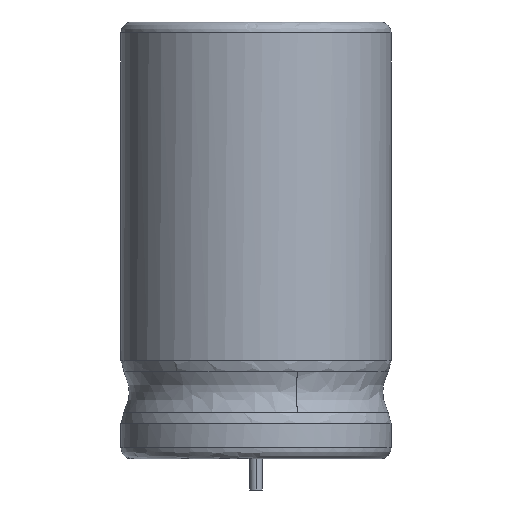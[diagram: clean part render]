
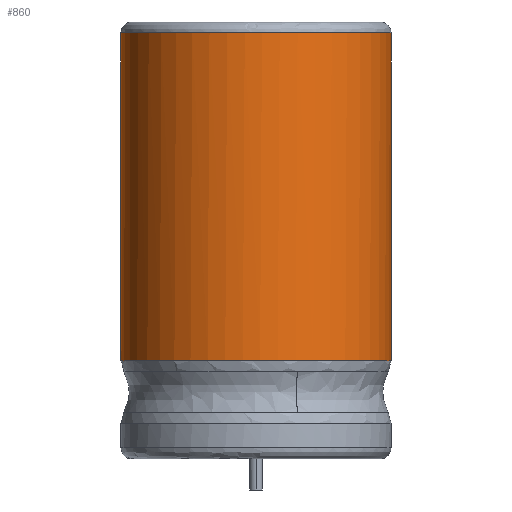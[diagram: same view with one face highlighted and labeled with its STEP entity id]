
A CAD part, left-side view. The second image highlights one B-rep face of the part: STEP entity #860.
In plain terms, the highlighted free-form (B-spline) face has degree [2, 1] with [9, 2] control points.
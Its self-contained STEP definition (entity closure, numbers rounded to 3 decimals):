
#860=ADVANCED_FACE('',(#929),#2355,.T.);
#929=FACE_OUTER_BOUND('',#998,.T.);
#998=EDGE_LOOP('',(#1080,#1081,#1082,#1083));
#1080=ORIENTED_EDGE('',*,*,#1402,.T.);
#1081=ORIENTED_EDGE('',*,*,#1403,.T.);
#1082=ORIENTED_EDGE('',*,*,#1404,.T.);
#1083=ORIENTED_EDGE('',*,*,#1405,.T.);
#1402=EDGE_CURVE('',#2046,#2047,#1871,.T.);
#1403=EDGE_CURVE('',#2047,#2048,#1712,.T.);
#1404=EDGE_CURVE('',#2048,#2049,#1872,.T.);
#1405=EDGE_CURVE('',#2049,#2046,#1713,.T.);
#1712=B_SPLINE_CURVE_WITH_KNOTS('',1,(#2970,#2971),.UNSPECIFIED.,.F.,.F.,
(2,2),(0.,15.765),.UNSPECIFIED.);
#1713=B_SPLINE_CURVE_WITH_KNOTS('',1,(#2981,#2982),.UNSPECIFIED.,.F.,.F.,
(2,2),(0.,15.765),.UNSPECIFIED.);
#1871=(
BOUNDED_CURVE()
B_SPLINE_CURVE(2,(#2961,#2962,#2963,#2964,#2965,#2966,#2967,#2968,#2969),
 .UNSPECIFIED.,.F.,.F.)
B_SPLINE_CURVE_WITH_KNOTS((3,2,2,2,3),(0.,9.076,18.151,
27.227,36.303),.UNSPECIFIED.)
CURVE()
GEOMETRIC_REPRESENTATION_ITEM()
RATIONAL_B_SPLINE_CURVE((1.,0.766,1.,0.766,1.,0.766,
1.,0.766,1.))
REPRESENTATION_ITEM('')
);
#1872=(
BOUNDED_CURVE()
B_SPLINE_CURVE(2,(#2972,#2973,#2974,#2975,#2976,#2977,#2978,#2979,#2980),
 .UNSPECIFIED.,.F.,.F.)
B_SPLINE_CURVE_WITH_KNOTS((3,2,2,2,3),(0.,9.076,18.151,
27.227,36.303),.UNSPECIFIED.)
CURVE()
GEOMETRIC_REPRESENTATION_ITEM()
RATIONAL_B_SPLINE_CURVE((1.,0.766,1.,0.766,1.,0.766,
1.,0.766,1.))
REPRESENTATION_ITEM('')
);
#2046=VERTEX_POINT('',#2957);
#2047=VERTEX_POINT('',#2958);
#2048=VERTEX_POINT('',#2959);
#2049=VERTEX_POINT('',#2960);
#2355=(
BOUNDED_SURFACE()
B_SPLINE_SURFACE(2,1,((#2939,#2940),(#2941,#2942),(#2943,#2944),(#2945,
#2946),(#2947,#2948),(#2949,#2950),(#2951,#2952),(#2953,#2954),(#2955,#2956)),
 .UNSPECIFIED.,.T.,.F.,.F.)
B_SPLINE_SURFACE_WITH_KNOTS((3,2,2,2,3),(2,2),(0.,1.571,3.142,
4.712,6.283),(0.,18.919),.UNSPECIFIED.)
GEOMETRIC_REPRESENTATION_ITEM()
RATIONAL_B_SPLINE_SURFACE(((1.,1.),(0.707,0.707),
(1.,1.),(0.707,0.707),(1.,1.),(0.707,
0.707),(1.,1.),(0.707,0.707),(1.,1.)))
REPRESENTATION_ITEM('')
SURFACE()
);
#2939=CARTESIAN_POINT('',(6.5,0.,-10.346));
#2940=CARTESIAN_POINT('',(6.5,0.,8.573));
#2941=CARTESIAN_POINT('',(6.5,6.5,-10.346));
#2942=CARTESIAN_POINT('',(6.5,6.5,8.573));
#2943=CARTESIAN_POINT('',(0.,6.5,-10.346));
#2944=CARTESIAN_POINT('',(0.,6.5,8.573));
#2945=CARTESIAN_POINT('',(-6.5,6.5,-10.346));
#2946=CARTESIAN_POINT('',(-6.5,6.5,8.573));
#2947=CARTESIAN_POINT('',(-6.5,0.,-10.346));
#2948=CARTESIAN_POINT('',(-6.5,0.,8.573));
#2949=CARTESIAN_POINT('',(-6.5,-6.5,-10.346));
#2950=CARTESIAN_POINT('',(-6.5,-6.5,8.573));
#2951=CARTESIAN_POINT('',(0.,-6.5,-10.346));
#2952=CARTESIAN_POINT('',(0.,-6.5,8.573));
#2953=CARTESIAN_POINT('',(6.5,-6.5,-10.346));
#2954=CARTESIAN_POINT('',(6.5,-6.5,8.573));
#2955=CARTESIAN_POINT('',(6.5,0.,-10.346));
#2956=CARTESIAN_POINT('',(6.5,0.,8.573));
#2957=CARTESIAN_POINT('',(6.108,-2.223,6.996));
#2958=CARTESIAN_POINT('',(6.108,2.223,6.996));
#2959=CARTESIAN_POINT('',(6.108,2.223,-8.769));
#2960=CARTESIAN_POINT('',(6.108,-2.223,-8.769));
#2961=CARTESIAN_POINT('',(6.108,-2.223,6.996));
#2962=CARTESIAN_POINT('',(4.243,-7.348,6.996));
#2963=CARTESIAN_POINT('',(-1.129,-6.401,6.996));
#2964=CARTESIAN_POINT('',(-6.5,-5.454,6.996));
#2965=CARTESIAN_POINT('',(-6.5,0.,6.996));
#2966=CARTESIAN_POINT('',(-6.5,5.454,6.996));
#2967=CARTESIAN_POINT('',(-1.129,6.401,6.996));
#2968=CARTESIAN_POINT('',(4.243,7.348,6.996));
#2969=CARTESIAN_POINT('',(6.108,2.223,6.996));
#2970=CARTESIAN_POINT('',(6.108,2.223,6.996));
#2971=CARTESIAN_POINT('',(6.108,2.223,-8.769));
#2972=CARTESIAN_POINT('',(6.108,2.223,-8.769));
#2973=CARTESIAN_POINT('',(4.243,7.348,-8.769));
#2974=CARTESIAN_POINT('',(-1.129,6.401,-8.769));
#2975=CARTESIAN_POINT('',(-6.5,5.454,-8.769));
#2976=CARTESIAN_POINT('',(-6.5,0.,-8.769));
#2977=CARTESIAN_POINT('',(-6.5,-5.454,-8.769));
#2978=CARTESIAN_POINT('',(-1.129,-6.401,-8.769));
#2979=CARTESIAN_POINT('',(4.243,-7.348,-8.769));
#2980=CARTESIAN_POINT('',(6.108,-2.223,-8.769));
#2981=CARTESIAN_POINT('',(6.108,-2.223,-8.769));
#2982=CARTESIAN_POINT('',(6.108,-2.223,6.996));
